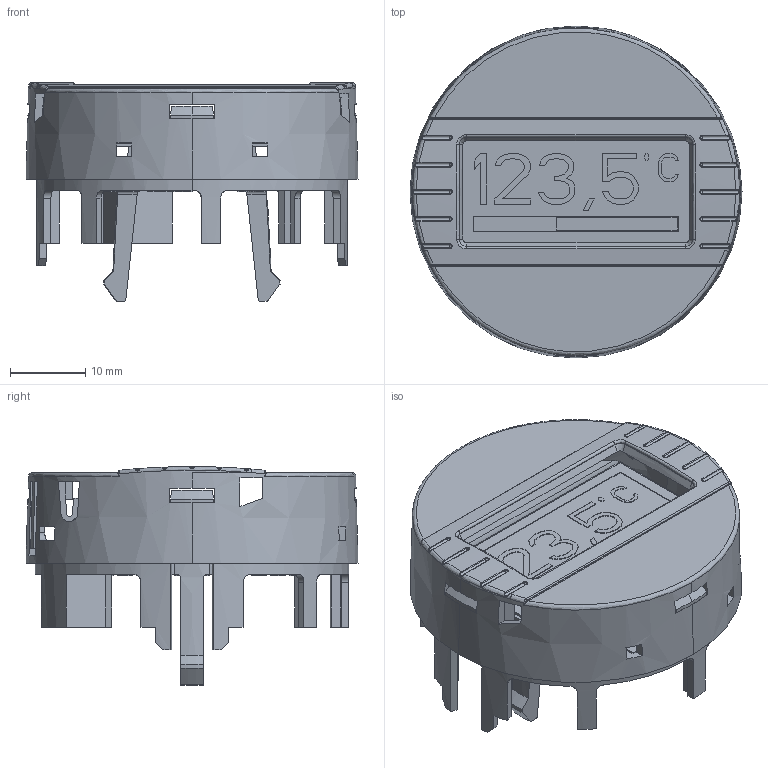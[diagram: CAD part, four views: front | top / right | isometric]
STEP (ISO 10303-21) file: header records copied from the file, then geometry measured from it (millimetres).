
FILE_DESCRIPTION (( 'STEP AP214' ), '1' );
FILE_NAME ('XTH2-UNV-DISP.STEP', '2023-03-08T21:10:26', ( '' ), ( '' ), 'SwSTEP 2.0', 'SolidWorks 2021', '' );
FILE_SCHEMA (( 'AUTOMOTIVE_DESIGN' ));
Length unit declared in the file: inch
Products named in the file (1): XTH2-UNV-DISP
Bounding box: 44 x 44 x 29 mm (x, y, z)
Volume: 7934.2 mm3; surface area: 13366.3 mm2
Topology: 1 solids, 1 shells, 2024 faces, 5798 edges, 3827 vertices
Faces by surface type: plane 1803, cylinder 116, bspline 70, cone 25, torus 10
Entity records: 70176 total; most frequent: CARTESIAN_POINT 17966, ORIENTED_EDGE 11596, DIRECTION 9648, EDGE_CURVE 5798, VECTOR 5108, LINE 5108, VERTEX_POINT 3827, AXIS2_PLACEMENT_3D 2270
